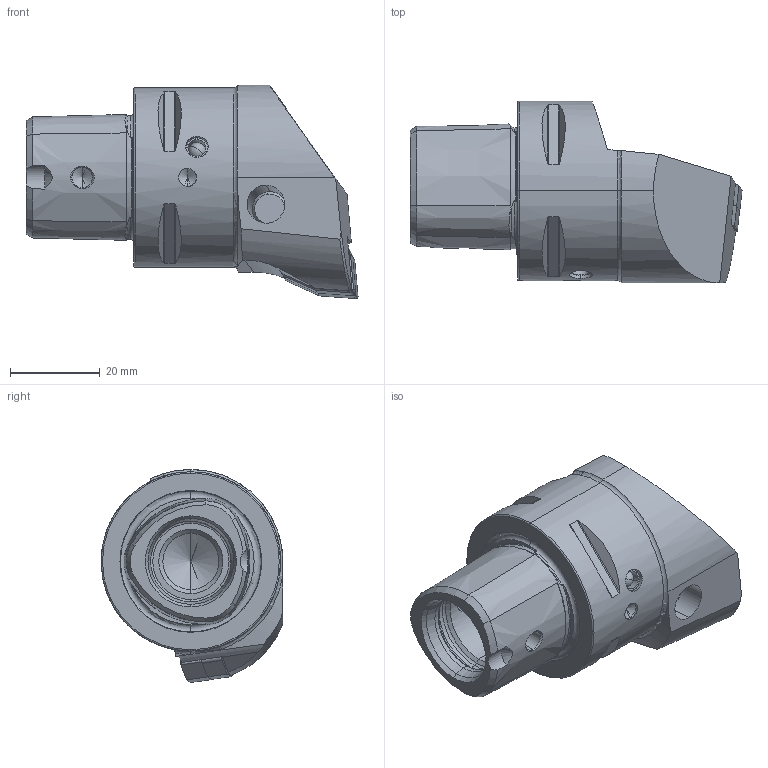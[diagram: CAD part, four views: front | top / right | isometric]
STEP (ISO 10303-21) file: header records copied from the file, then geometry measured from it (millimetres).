
FILE_DESCRIPTION (( 'STEP AP214' ), '1' );
FILE_NAME ('PS4.PWE.RLA.050.STEP', '2020-09-11T08:41:47', ( '' ), ( '' ), 'SwSTEP 2.0', 'SolidWorks 2017', '' );
FILE_SCHEMA (( 'AUTOMOTIVE_DESIGN' ));
Length unit declared in the file: millimetre
Products named in the file (8): WWE-ER2.101.004_A; KVT_MB_600_050; WCD-ER1.101.000; PS4-PWE.RLA.050_A; WCD-ER4.101.017_A; PS4.PWE.RLA.050; WNMG080404; WDF-ER3.101.000_A
Assembly tree (7 placements, depth 2):
  PS4.PWE.RLA.050
    PS4-PWE.RLA.050_A
    WWE-ER2.101.004_A
    WNMG080404
    WDF-ER3.101.000_A
    WCD-ER4.101.017_A
    WCD-ER1.101.000
    KVT_MB_600_050
Bounding box: 74 x 40.5 x 47.5 mm (x, y, z)
Volume: 50931.8 mm3; surface area: 15763.1 mm2
Topology: 8 solids, 8 shells, 372 faces, 910 edges, 546 vertices
Faces by surface type: cone 116, plane 102, cylinder 87, torus 46, bspline 19, sphere 2
Entity records: 12355 total; most frequent: CARTESIAN_POINT 3649, ORIENTED_EDGE 1778, DIRECTION 1708, EDGE_CURVE 889, AXIS2_PLACEMENT_3D 670, VERTEX_POINT 543, EDGE_LOOP 396, ADVANCED_FACE 372
